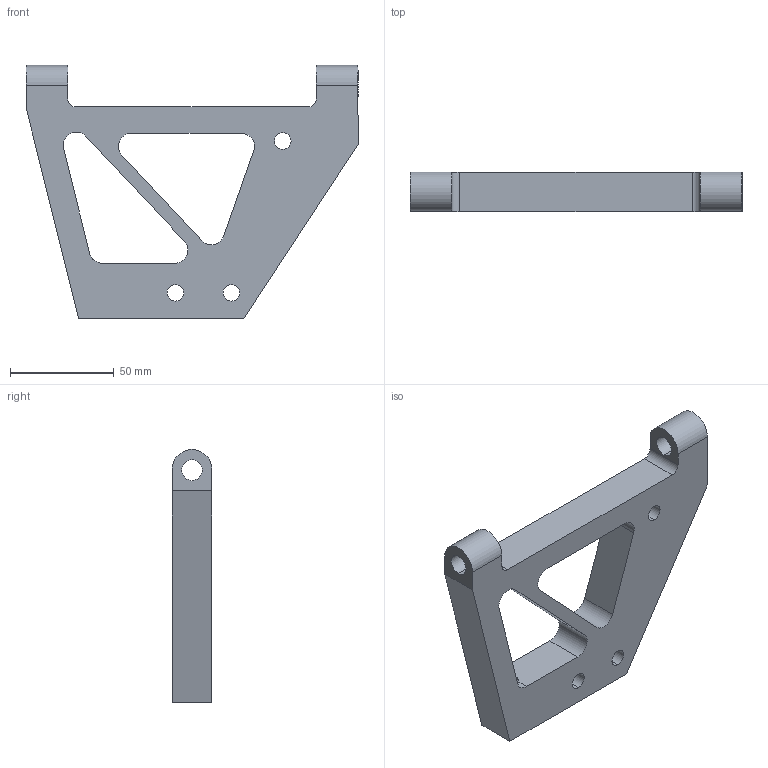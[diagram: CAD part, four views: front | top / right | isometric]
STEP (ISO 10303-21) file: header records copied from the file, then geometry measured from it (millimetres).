
FILE_DESCRIPTION (( 'STEP AP203' ), '1' );
FILE_NAME ('BottomWishbone.STEP', '2023-02-03T01:24:40', ( '' ), ( '' ), 'SwSTEP 2.0', 'SolidWorks 2021', '' );
FILE_SCHEMA (( 'CONFIG_CONTROL_DESIGN' ));
Length unit declared in the file: millimetre
Products named in the file (1): BottomWishbone
Bounding box: 160 x 19.05 x 122 mm (x, y, z)
Volume: 169254.8 mm3; surface area: 38873.6 mm2
Topology: 1 solids, 1 shells, 93 faces, 273 edges, 181 vertices
Faces by surface type: cylinder 72, plane 18, bspline 3
Entity records: 6852 total; most frequent: CARTESIAN_POINT 4550, ORIENTED_EDGE 546, DIRECTION 394, EDGE_CURVE 273, VERTEX_POINT 181, AXIS2_PLACEMENT_3D 137, VECTOR 120, LINE 120
